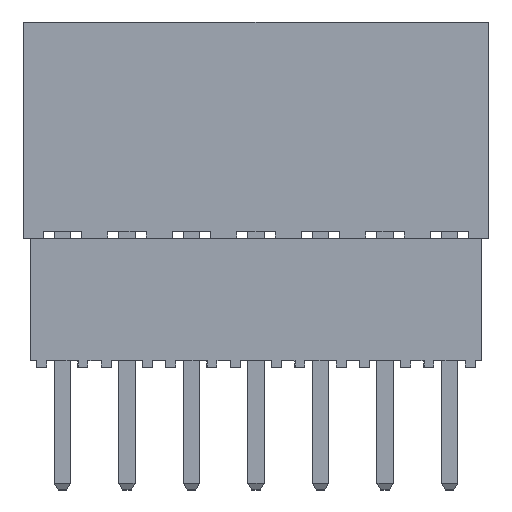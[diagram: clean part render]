
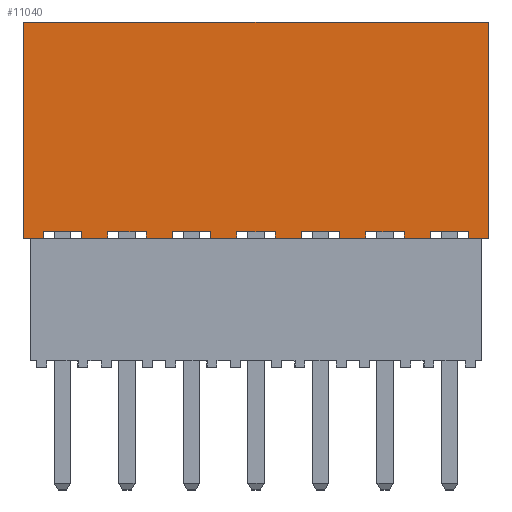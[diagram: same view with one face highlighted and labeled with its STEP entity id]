
A CAD part, top view. The second image highlights one B-rep face of the part: STEP entity #11040.
In plain terms, the highlighted planar face has unit normal (0, 0, 1).
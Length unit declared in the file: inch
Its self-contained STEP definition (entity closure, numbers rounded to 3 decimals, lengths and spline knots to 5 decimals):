
#181=ORIENTED_EDGE('',*,*,#3373,.F.);
#182=ORIENTED_EDGE('',*,*,#3288,.T.);
#183=ORIENTED_EDGE('',*,*,#3374,.F.);
#184=ORIENTED_EDGE('',*,*,#3375,.F.);
#185=ORIENTED_EDGE('',*,*,#3376,.T.);
#186=ORIENTED_EDGE('',*,*,#3314,.T.);
#187=ORIENTED_EDGE('',*,*,#3377,.F.);
#188=ORIENTED_EDGE('',*,*,#3378,.F.);
#189=ORIENTED_EDGE('',*,*,#3379,.F.);
#190=ORIENTED_EDGE('',*,*,#3310,.T.);
#191=ORIENTED_EDGE('',*,*,#3380,.F.);
#192=ORIENTED_EDGE('',*,*,#3381,.F.);
#193=ORIENTED_EDGE('',*,*,#3382,.F.);
#194=ORIENTED_EDGE('',*,*,#3306,.T.);
#195=ORIENTED_EDGE('',*,*,#3383,.F.);
#196=ORIENTED_EDGE('',*,*,#3384,.F.);
#197=ORIENTED_EDGE('',*,*,#3385,.F.);
#198=ORIENTED_EDGE('',*,*,#3302,.T.);
#199=ORIENTED_EDGE('',*,*,#3386,.F.);
#200=ORIENTED_EDGE('',*,*,#3387,.F.);
#201=ORIENTED_EDGE('',*,*,#3388,.F.);
#202=ORIENTED_EDGE('',*,*,#3298,.T.);
#203=ORIENTED_EDGE('',*,*,#3389,.F.);
#204=ORIENTED_EDGE('',*,*,#3390,.F.);
#205=ORIENTED_EDGE('',*,*,#3391,.F.);
#206=ORIENTED_EDGE('',*,*,#3294,.T.);
#207=ORIENTED_EDGE('',*,*,#3392,.F.);
#208=ORIENTED_EDGE('',*,*,#3393,.F.);
#209=ORIENTED_EDGE('',*,*,#3394,.F.);
#210=ORIENTED_EDGE('',*,*,#3290,.T.);
#211=ORIENTED_EDGE('',*,*,#3395,.F.);
#212=ORIENTED_EDGE('',*,*,#3396,.F.);
#3288=EDGE_CURVE('',#4885,#4888,#5936,.T.);
#3290=EDGE_CURVE('',#4891,#4889,#5938,.T.);
#3294=EDGE_CURVE('',#4895,#4893,#5942,.T.);
#3298=EDGE_CURVE('',#4899,#4897,#5946,.T.);
#3302=EDGE_CURVE('',#4903,#4901,#5950,.T.);
#3306=EDGE_CURVE('',#4907,#4905,#5954,.T.);
#3310=EDGE_CURVE('',#4911,#4909,#5958,.T.);
#3314=EDGE_CURVE('',#4915,#4913,#5962,.T.);
#3373=EDGE_CURVE('',#4885,#4965,#6021,.T.);
#3374=EDGE_CURVE('',#4966,#4888,#6022,.T.);
#3375=EDGE_CURVE('',#4967,#4966,#6023,.T.);
#3376=EDGE_CURVE('',#4967,#4915,#6024,.T.);
#3377=EDGE_CURVE('',#4968,#4913,#6025,.T.);
#3378=EDGE_CURVE('',#4969,#4968,#6026,.T.);
#3379=EDGE_CURVE('',#4911,#4969,#6027,.T.);
#3380=EDGE_CURVE('',#4970,#4909,#6028,.T.);
#3381=EDGE_CURVE('',#4971,#4970,#6029,.T.);
#3382=EDGE_CURVE('',#4907,#4971,#6030,.T.);
#3383=EDGE_CURVE('',#4972,#4905,#6031,.T.);
#3384=EDGE_CURVE('',#4973,#4972,#6032,.T.);
#3385=EDGE_CURVE('',#4903,#4973,#6033,.T.);
#3386=EDGE_CURVE('',#4974,#4901,#6034,.T.);
#3387=EDGE_CURVE('',#4975,#4974,#6035,.T.);
#3388=EDGE_CURVE('',#4899,#4975,#6036,.T.);
#3389=EDGE_CURVE('',#4976,#4897,#6037,.T.);
#3390=EDGE_CURVE('',#4977,#4976,#6038,.T.);
#3391=EDGE_CURVE('',#4895,#4977,#6039,.T.);
#3392=EDGE_CURVE('',#4978,#4893,#6040,.T.);
#3393=EDGE_CURVE('',#4979,#4978,#6041,.T.);
#3394=EDGE_CURVE('',#4891,#4979,#6042,.T.);
#3395=EDGE_CURVE('',#4980,#4889,#6043,.T.);
#3396=EDGE_CURVE('',#4965,#4980,#6044,.T.);
#4885=VERTEX_POINT('',#15209);
#4888=VERTEX_POINT('',#15214);
#4889=VERTEX_POINT('',#15218);
#4891=VERTEX_POINT('',#15221);
#4893=VERTEX_POINT('',#15227);
#4895=VERTEX_POINT('',#15230);
#4897=VERTEX_POINT('',#15236);
#4899=VERTEX_POINT('',#15239);
#4901=VERTEX_POINT('',#15245);
#4903=VERTEX_POINT('',#15248);
#4905=VERTEX_POINT('',#15254);
#4907=VERTEX_POINT('',#15257);
#4909=VERTEX_POINT('',#15263);
#4911=VERTEX_POINT('',#15266);
#4913=VERTEX_POINT('',#15272);
#4915=VERTEX_POINT('',#15275);
#4965=VERTEX_POINT('',#15394);
#4966=VERTEX_POINT('',#15396);
#4967=VERTEX_POINT('',#15398);
#4968=VERTEX_POINT('',#15401);
#4969=VERTEX_POINT('',#15403);
#4970=VERTEX_POINT('',#15406);
#4971=VERTEX_POINT('',#15408);
#4972=VERTEX_POINT('',#15411);
#4973=VERTEX_POINT('',#15413);
#4974=VERTEX_POINT('',#15416);
#4975=VERTEX_POINT('',#15418);
#4976=VERTEX_POINT('',#15421);
#4977=VERTEX_POINT('',#15423);
#4978=VERTEX_POINT('',#15426);
#4979=VERTEX_POINT('',#15428);
#4980=VERTEX_POINT('',#15431);
#5936=LINE('',#15215,#7508);
#5938=LINE('',#15220,#7510);
#5942=LINE('',#15229,#7514);
#5946=LINE('',#15238,#7518);
#5950=LINE('',#15247,#7522);
#5954=LINE('',#15256,#7526);
#5958=LINE('',#15265,#7530);
#5962=LINE('',#15274,#7534);
#6021=LINE('',#15393,#7593);
#6022=LINE('',#15395,#7594);
#6023=LINE('',#15397,#7595);
#6024=LINE('',#15399,#7596);
#6025=LINE('',#15400,#7597);
#6026=LINE('',#15402,#7598);
#6027=LINE('',#15404,#7599);
#6028=LINE('',#15405,#7600);
#6029=LINE('',#15407,#7601);
#6030=LINE('',#15409,#7602);
#6031=LINE('',#15410,#7603);
#6032=LINE('',#15412,#7604);
#6033=LINE('',#15414,#7605);
#6034=LINE('',#15415,#7606);
#6035=LINE('',#15417,#7607);
#6036=LINE('',#15419,#7608);
#6037=LINE('',#15420,#7609);
#6038=LINE('',#15422,#7610);
#6039=LINE('',#15424,#7611);
#6040=LINE('',#15425,#7612);
#6041=LINE('',#15427,#7613);
#6042=LINE('',#15429,#7614);
#6043=LINE('',#15430,#7615);
#6044=LINE('',#15432,#7616);
#7508=VECTOR('',#12343,39.37008);
#7510=VECTOR('',#12347,39.37008);
#7514=VECTOR('',#12353,39.37008);
#7518=VECTOR('',#12359,39.37008);
#7522=VECTOR('',#12365,39.37008);
#7526=VECTOR('',#12371,39.37008);
#7530=VECTOR('',#12377,39.37008);
#7534=VECTOR('',#12383,39.37008);
#7593=VECTOR('',#12462,39.37008);
#7594=VECTOR('',#12463,39.37008);
#7595=VECTOR('',#12464,39.37008);
#7596=VECTOR('',#12465,39.37008);
#7597=VECTOR('',#12466,39.37008);
#7598=VECTOR('',#12467,39.37008);
#7599=VECTOR('',#12468,39.37008);
#7600=VECTOR('',#12469,39.37008);
#7601=VECTOR('',#12470,39.37008);
#7602=VECTOR('',#12471,39.37008);
#7603=VECTOR('',#12472,39.37008);
#7604=VECTOR('',#12473,39.37008);
#7605=VECTOR('',#12474,39.37008);
#7606=VECTOR('',#12475,39.37008);
#7607=VECTOR('',#12476,39.37008);
#7608=VECTOR('',#12477,39.37008);
#7609=VECTOR('',#12478,39.37008);
#7610=VECTOR('',#12479,39.37008);
#7611=VECTOR('',#12480,39.37008);
#7612=VECTOR('',#12481,39.37008);
#7613=VECTOR('',#12482,39.37008);
#7614=VECTOR('',#12483,39.37008);
#7615=VECTOR('',#12484,39.37008);
#7616=VECTOR('',#12485,39.37008);
#9094=EDGE_LOOP('',(#181,#182,#183,#184,#185,#186,#187,#188,#189,#190,#191,
#192,#193,#194,#195,#196,#197,#198,#199,#200,#201,#202,#203,#204,#205,#206,
#207,#208,#209,#210,#211,#212));
#9766=FACE_BOUND('',#9094,.T.);
#10438=PLANE('',#11705);
#11040=ADVANCED_FACE('',(#9766),#10438,.F.);
#11705=AXIS2_PLACEMENT_3D('',#15392,#12460,#12461);
#12343=DIRECTION('',(1.,0.,0.));
#12347=DIRECTION('',(1.,0.,0.));
#12353=DIRECTION('',(1.,0.,0.));
#12359=DIRECTION('',(1.,0.,0.));
#12365=DIRECTION('',(1.,0.,0.));
#12371=DIRECTION('',(1.,0.,0.));
#12377=DIRECTION('',(1.,0.,0.));
#12383=DIRECTION('',(1.,0.,0.));
#12460=DIRECTION('',(0.,0.,-1.));
#12461=DIRECTION('',(-1.,0.,0.));
#12462=DIRECTION('',(0.,1.,0.));
#12463=DIRECTION('',(0.,-1.,0.));
#12464=DIRECTION('',(1.,0.,0.));
#12465=DIRECTION('',(0.,-1.,0.));
#12466=DIRECTION('',(0.,-1.,0.));
#12467=DIRECTION('',(-1.,0.,0.));
#12468=DIRECTION('',(0.,1.,0.));
#12469=DIRECTION('',(0.,-1.,0.));
#12470=DIRECTION('',(-1.,0.,0.));
#12471=DIRECTION('',(0.,1.,0.));
#12472=DIRECTION('',(0.,-1.,0.));
#12473=DIRECTION('',(-1.,0.,0.));
#12474=DIRECTION('',(0.,1.,0.));
#12475=DIRECTION('',(0.,-1.,0.));
#12476=DIRECTION('',(-1.,0.,0.));
#12477=DIRECTION('',(0.,1.,0.));
#12478=DIRECTION('',(0.,-1.,0.));
#12479=DIRECTION('',(-1.,0.,0.));
#12480=DIRECTION('',(0.,1.,0.));
#12481=DIRECTION('',(0.,-1.,0.));
#12482=DIRECTION('',(-1.,0.,0.));
#12483=DIRECTION('',(0.,1.,0.));
#12484=DIRECTION('',(0.,-1.,0.));
#12485=DIRECTION('',(-1.,0.,0.));
#15209=CARTESIAN_POINT('',(0.69,0.,0.0975));
#15214=CARTESIAN_POINT('',(0.72,0.,0.0975));
#15215=CARTESIAN_POINT('',(0.,0.,0.0975));
#15218=CARTESIAN_POINT('',(0.63,0.,0.0975));
#15220=CARTESIAN_POINT('',(0.,0.,0.0975));
#15221=CARTESIAN_POINT('',(0.59,0.,0.0975));
#15227=CARTESIAN_POINT('',(0.53,0.,0.0975));
#15229=CARTESIAN_POINT('',(0.,0.,0.0975));
#15230=CARTESIAN_POINT('',(0.49,0.,0.0975));
#15236=CARTESIAN_POINT('',(0.43,0.,0.0975));
#15238=CARTESIAN_POINT('',(0.,0.,0.0975));
#15239=CARTESIAN_POINT('',(0.39,0.,0.0975));
#15245=CARTESIAN_POINT('',(0.33,0.,0.0975));
#15247=CARTESIAN_POINT('',(0.,0.,0.0975));
#15248=CARTESIAN_POINT('',(0.29,0.,0.0975));
#15254=CARTESIAN_POINT('',(0.23,0.,0.0975));
#15256=CARTESIAN_POINT('',(0.,0.,0.0975));
#15257=CARTESIAN_POINT('',(0.19,0.,0.0975));
#15263=CARTESIAN_POINT('',(0.13,0.,0.0975));
#15265=CARTESIAN_POINT('',(0.,0.,0.0975));
#15266=CARTESIAN_POINT('',(0.09,0.,0.0975));
#15272=CARTESIAN_POINT('',(0.03,0.,0.0975));
#15274=CARTESIAN_POINT('',(0.,0.,0.0975));
#15275=CARTESIAN_POINT('',(0.,0.,0.0975));
#15392=CARTESIAN_POINT('',(0.,0.335,0.0975));
#15393=CARTESIAN_POINT('',(0.69,0.,0.0975));
#15394=CARTESIAN_POINT('',(0.69,0.01,0.0975));
#15395=CARTESIAN_POINT('',(0.72,0.335,0.0975));
#15396=CARTESIAN_POINT('',(0.72,0.335,0.0975));
#15397=CARTESIAN_POINT('',(0.,0.335,0.0975));
#15398=CARTESIAN_POINT('',(0.,0.335,0.0975));
#15399=CARTESIAN_POINT('',(0.,0.335,0.0975));
#15400=CARTESIAN_POINT('',(0.03,0.01,0.0975));
#15401=CARTESIAN_POINT('',(0.03,0.01,0.0975));
#15402=CARTESIAN_POINT('',(0.09,0.01,0.0975));
#15403=CARTESIAN_POINT('',(0.09,0.01,0.0975));
#15404=CARTESIAN_POINT('',(0.09,0.,0.0975));
#15405=CARTESIAN_POINT('',(0.13,0.01,0.0975));
#15406=CARTESIAN_POINT('',(0.13,0.01,0.0975));
#15407=CARTESIAN_POINT('',(0.19,0.01,0.0975));
#15408=CARTESIAN_POINT('',(0.19,0.01,0.0975));
#15409=CARTESIAN_POINT('',(0.19,0.,0.0975));
#15410=CARTESIAN_POINT('',(0.23,0.01,0.0975));
#15411=CARTESIAN_POINT('',(0.23,0.01,0.0975));
#15412=CARTESIAN_POINT('',(0.29,0.01,0.0975));
#15413=CARTESIAN_POINT('',(0.29,0.01,0.0975));
#15414=CARTESIAN_POINT('',(0.29,0.,0.0975));
#15415=CARTESIAN_POINT('',(0.33,0.01,0.0975));
#15416=CARTESIAN_POINT('',(0.33,0.01,0.0975));
#15417=CARTESIAN_POINT('',(0.39,0.01,0.0975));
#15418=CARTESIAN_POINT('',(0.39,0.01,0.0975));
#15419=CARTESIAN_POINT('',(0.39,0.,0.0975));
#15420=CARTESIAN_POINT('',(0.43,0.01,0.0975));
#15421=CARTESIAN_POINT('',(0.43,0.01,0.0975));
#15422=CARTESIAN_POINT('',(0.49,0.01,0.0975));
#15423=CARTESIAN_POINT('',(0.49,0.01,0.0975));
#15424=CARTESIAN_POINT('',(0.49,0.,0.0975));
#15425=CARTESIAN_POINT('',(0.53,0.01,0.0975));
#15426=CARTESIAN_POINT('',(0.53,0.01,0.0975));
#15427=CARTESIAN_POINT('',(0.59,0.01,0.0975));
#15428=CARTESIAN_POINT('',(0.59,0.01,0.0975));
#15429=CARTESIAN_POINT('',(0.59,0.,0.0975));
#15430=CARTESIAN_POINT('',(0.63,0.01,0.0975));
#15431=CARTESIAN_POINT('',(0.63,0.01,0.0975));
#15432=CARTESIAN_POINT('',(0.69,0.01,0.0975));
